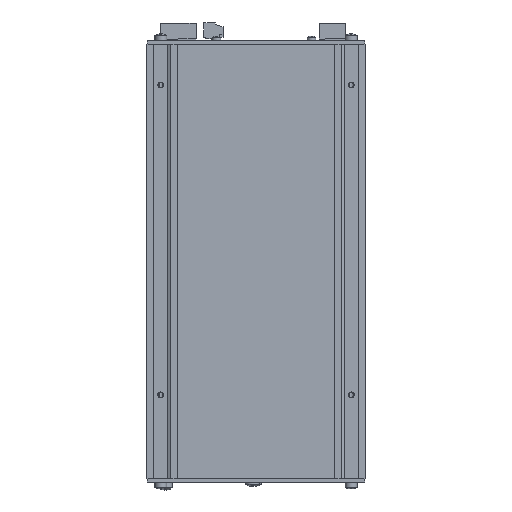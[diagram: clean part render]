
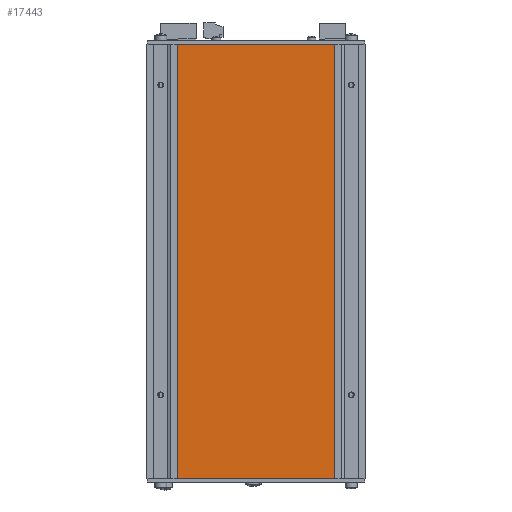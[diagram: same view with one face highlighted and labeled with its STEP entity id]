
A CAD part, front view. The second image highlights one B-rep face of the part: STEP entity #17443.
In plain terms, the highlighted face is planar.
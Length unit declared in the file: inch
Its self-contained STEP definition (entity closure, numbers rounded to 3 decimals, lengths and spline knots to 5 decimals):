
#17311=CARTESIAN_POINT('',(3.875,9.8,0.0));
#17312=VERTEX_POINT('',#17311);
#17319=CARTESIAN_POINT('',(3.875,0.0,0.0));
#17320=VERTEX_POINT('',#17319);
#17321=CARTESIAN_POINT('',(3.875,0.0,0.0));
#17322=DIRECTION('',(0.0,1.0,0.0));
#17323=VECTOR('',#17322,9.8);
#17324=LINE('',#17321,#17323);
#17325=EDGE_CURVE('',#17320,#17312,#17324,.T.);
#17349=CARTESIAN_POINT('',(0.,9.8,0.0));
#17350=VERTEX_POINT('',#17349);
#17357=CARTESIAN_POINT('',(3.875,9.8,0.0));
#17358=DIRECTION('',(-1.0,0.0,0.0));
#17359=VECTOR('',#17358,3.875);
#17360=LINE('',#17357,#17359);
#17361=EDGE_CURVE('',#17312,#17350,#17360,.T.);
#17380=CARTESIAN_POINT('',(0.0,0.0,0.0));
#17381=VERTEX_POINT('',#17380);
#17388=CARTESIAN_POINT('',(0.,9.8,0.0));
#17389=DIRECTION('',(0.0,-1.0,0.0));
#17390=VECTOR('',#17389,9.8);
#17391=LINE('',#17388,#17390);
#17392=EDGE_CURVE('',#17350,#17381,#17391,.T.);
#17410=CARTESIAN_POINT('',(0.0,0.0,0.0));
#17411=DIRECTION('',(1.0,0.0,0.0));
#17412=VECTOR('',#17411,3.875);
#17413=LINE('',#17410,#17412);
#17414=EDGE_CURVE('',#17381,#17320,#17413,.T.);
#17432=CARTESIAN_POINT('',(1.9375,4.9,0.0));
#17433=DIRECTION('',(0.0,0.0,1.0));
#17434=DIRECTION('',(1.0,0.0,0.0));
#17435=AXIS2_PLACEMENT_3D('',#17432,#17433,#17434);
#17436=PLANE('',#17435);
#17437=ORIENTED_EDGE('',*,*,#17414,.T.);
#17438=ORIENTED_EDGE('',*,*,#17325,.T.);
#17439=ORIENTED_EDGE('',*,*,#17361,.T.);
#17440=ORIENTED_EDGE('',*,*,#17392,.T.);
#17441=EDGE_LOOP('',(#17437,#17438,#17439,#17440));
#17442=FACE_OUTER_BOUND('',#17441,.T.);
#17443=ADVANCED_FACE('',(#17442),#17436,.T.);
